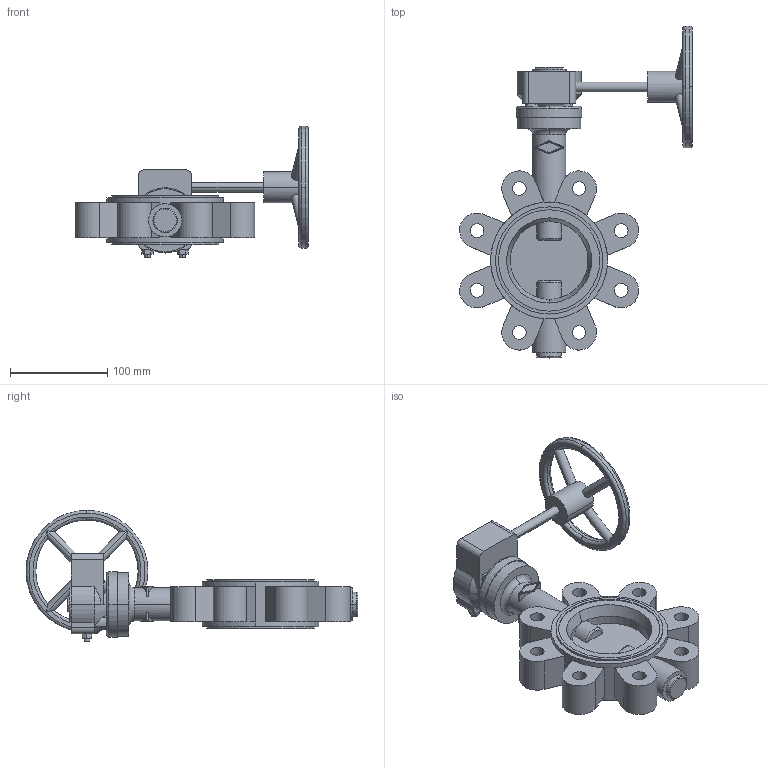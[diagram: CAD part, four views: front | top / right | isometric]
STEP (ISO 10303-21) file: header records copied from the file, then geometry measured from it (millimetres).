
FILE_DESCRIPTION( ( '' ), '1' );
FILE_NAME( 'c000006651.stp', '2017-03-14T10:55:31', ( '' ), ( '' ), ' ', ' ', ' ' );
FILE_SCHEMA( ( 'CONFIG_CONTROL_DESIGN' ) );
Length unit declared in the file: millimetre
Products named in the file (2): 1; 2
Bounding box: 238.89 x 340.5 x 134.8 mm (x, y, z)
Volume: 1068366.5 mm3; surface area: 162445.5 mm2
Topology: 2 solids, 2 shells, 291 faces, 797 edges, 530 vertices
Faces by surface type: plane 139, cylinder 114, torus 26, cone 12
Entity records: 11123 total; most frequent: CARTESIAN_POINT 3454, DIRECTION 1627, ORIENTED_EDGE 1594, EDGE_CURVE 797, AXIS2_PLACEMENT_3D 634, VERTEX_POINT 530, LINE 359, VECTOR 359
